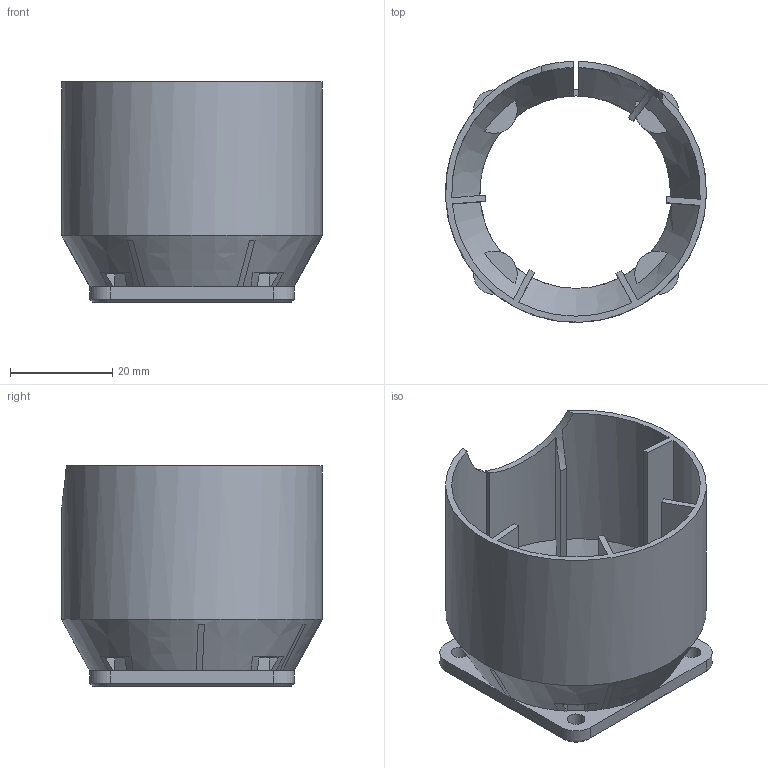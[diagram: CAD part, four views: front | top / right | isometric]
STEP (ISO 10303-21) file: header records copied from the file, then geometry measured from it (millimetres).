
FILE_DESCRIPTION(/* description */ ('Alibre Inc.'),/* implementation_level */ '2;1');
FILE_NAME(/* name */ 'export0',/* time_stamp */ '2017-02-26T12:05:48-05:00',/* author */ (''),/* organization */ (''),/* preprocessor_version */ 'ST-DEVELOPER v14',/* originating_system */ 'Alibre',/* authorisation */ '');
FILE_SCHEMA (('AUTOMOTIVE_DESIGN'));
Length unit declared in the file: centimetre
Bounding box: 51 x 51 x 43 mm (x, y, z)
Volume: 9828.6 mm3; surface area: 16390.4 mm2
Topology: 1 solids, 1 shells, 121 faces, 363 edges, 243 vertices
Faces by surface type: plane 56, cylinder 31, bspline 18, cone 14, extrusion 2
Full cylindrical faces by diameter (mm): 3.5 x4, 37.6 x1
Entity records: 6352 total; most frequent: CARTESIAN_POINT 3537, ORIENTED_EDGE 696, DIRECTION 407, EDGE_CURVE 348, VERTEX_POINT 238, AXIS2_PLACEMENT_3D 161, EDGE_LOOP 140, FACE_BOUND 140
